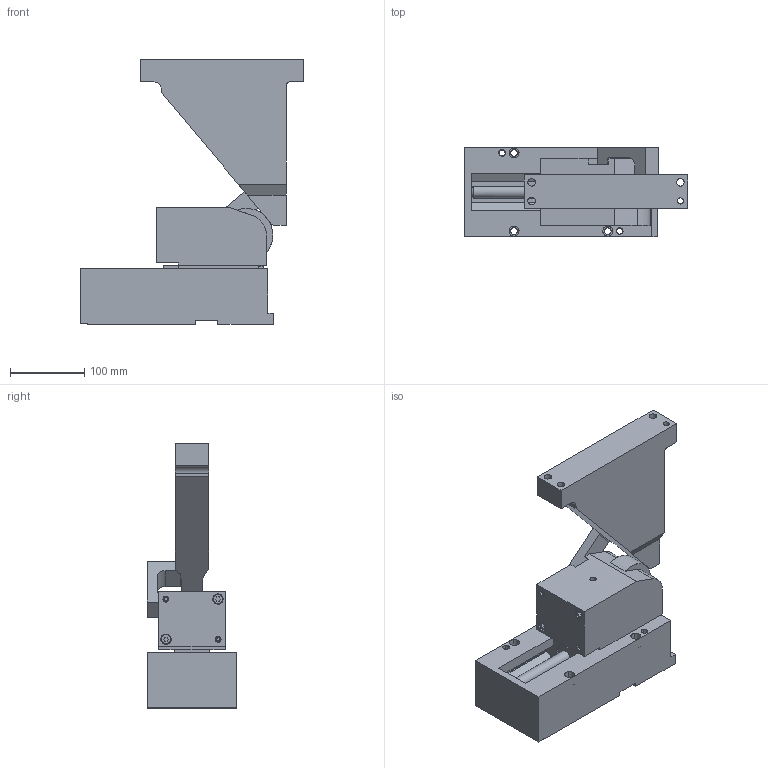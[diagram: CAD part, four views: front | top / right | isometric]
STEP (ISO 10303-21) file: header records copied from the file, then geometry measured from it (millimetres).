
FILE_DESCRIPTION(('CATIA V5 STEP Exchange'),'2;1');
FILE_NAME('CRCN_05000_100_ACCESSORIES.stp','2015-05-04T10:37:26+00:00',('none'),('none'),'CATIA Version 5 Release 20 GA (IN-10)','CATIA V5 STEP AP203','none');
FILE_SCHEMA(('CONFIG_CONTROL_DESIGN'));
Length unit declared in the file: millimetre
Products named in the file (1): CRCN_05000_100_ACCESSORIES
Assembly tree (3 placements, depth 2):
  CRCN_05000_100_ACCESSORIES
    #58
    #568
    #11486
Bounding box: 300.59 x 120 x 356 mm (x, y, z)
Volume: 4078672.4 mm3; surface area: 405578.1 mm2
Topology: 5 solids, 38 shells, 474 faces, 1117 edges, 709 vertices
Faces by surface type: plane 223, cylinder 172, cone 68, torus 11
Entity records: 12589 total; most frequent: CARTESIAN_POINT 2448, ORIENTED_EDGE 2166, DIRECTION 1696, EDGE_CURVE 1083, AXIS2_PLACEMENT_3D 731, VERTEX_POINT 709, VECTOR 641, LINE 641
